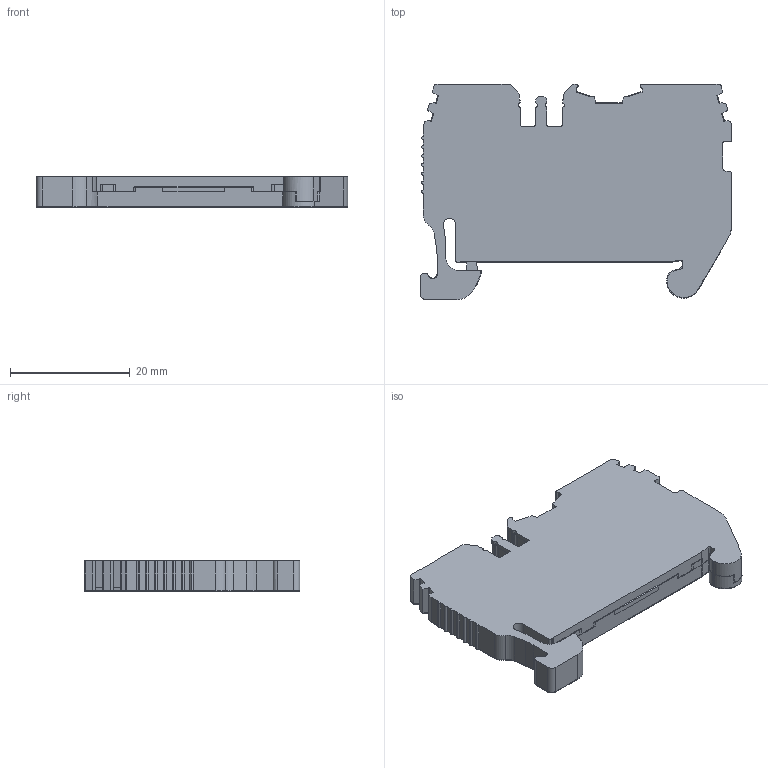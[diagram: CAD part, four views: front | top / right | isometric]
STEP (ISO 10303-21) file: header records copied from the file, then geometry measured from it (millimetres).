
FILE_DESCRIPTION (( 'STEP AP214' ), '1' );
FILE_NAME ('337040_CTP 2.5T.STP', '2016-07-29T05:21:03', ( '' ), ( '' ), 'SwSTEP 2.0', 'SolidWorks 2016', '' );
FILE_SCHEMA (( 'AUTOMOTIVE_DESIGN' ));
Length unit declared in the file: millimetre
Products named in the file (1): 337040_CTP 2.5T
Bounding box: 52.18 x 36.07 x 5.15 mm (x, y, z)
Volume: 7619.4 mm3; surface area: 4273 mm2
Topology: 1 solids, 1 shells, 524 faces, 1546 edges, 1025 vertices
Faces by surface type: plane 302, cylinder 220, cone 2
Entity records: 17580 total; most frequent: CARTESIAN_POINT 3128, ORIENTED_EDGE 3092, DIRECTION 3040, EDGE_CURVE 1546, LINE 1090, VECTOR 1090, VERTEX_POINT 1025, AXIS2_PLACEMENT_3D 975
